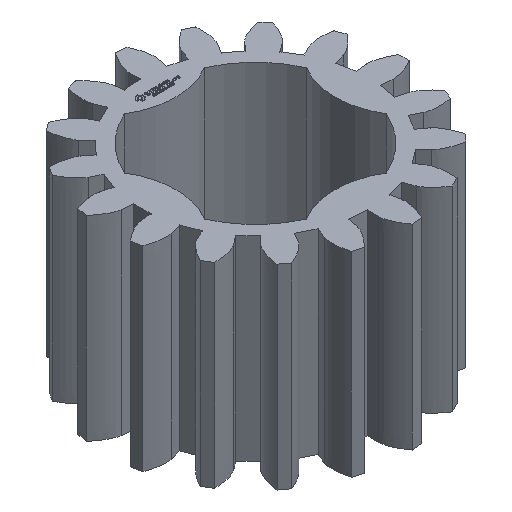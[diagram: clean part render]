
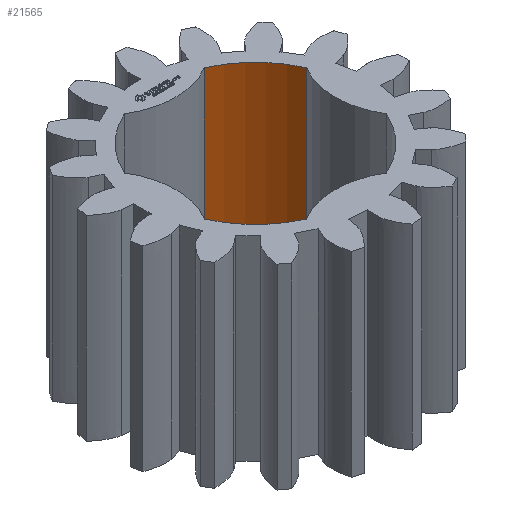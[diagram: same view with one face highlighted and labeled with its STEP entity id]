
A CAD part, isometric view. The second image highlights one B-rep face of the part: STEP entity #21565.
In plain terms, the highlighted cylindrical face has radius 6.35 mm (diameter 12.7 mm), a partial arc.
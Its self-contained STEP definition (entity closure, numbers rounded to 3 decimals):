
#93 = PLANE('',#94);
#94 = AXIS2_PLACEMENT_3D('',#95,#96,#97);
#95 = CARTESIAN_POINT('',(0.,0.,12.5)
  );
#96 = DIRECTION('',(0.,0.,1.));
#97 = DIRECTION('',(1.,0.,0.));
#168 = PLANE('',#169);
#169 = AXIS2_PLACEMENT_3D('',#170,#171,#172);
#170 = CARTESIAN_POINT('',(0.,0.,0.));
#171 = DIRECTION('',(0.,0.,1.));
#172 = DIRECTION('',(1.,0.,0.));
#5108 = VERTEX_POINT('',#5109);
#5109 = CARTESIAN_POINT('',(2.55,5.816,0.));
#5124 = CYLINDRICAL_SURFACE('',#5125,4.9);
#5125 = AXIS2_PLACEMENT_3D('',#5126,#5127,#5128);
#5126 = CARTESIAN_POINT('',(0.,10.,0.));
#5127 = DIRECTION('',(0.,-0.,-1.));
#5128 = DIRECTION('',(0.707,0.707,0.));
#5136 = EDGE_CURVE('',#5137,#5108,#5139,.T.);
#5137 = VERTEX_POINT('',#5138);
#5138 = CARTESIAN_POINT('',(5.816,2.55,0.));
#5139 = SURFACE_CURVE('',#5140,(#5145,#5152),.PCURVE_S1.);
#5140 = CIRCLE('',#5141,6.35);
#5141 = AXIS2_PLACEMENT_3D('',#5142,#5143,#5144);
#5142 = CARTESIAN_POINT('',(0.,0.,0.));
#5143 = DIRECTION('',(0.,-0.,1.));
#5144 = DIRECTION('',(0.707,0.707,0.));
#5145 = PCURVE('',#168,#5146);
#5146 = DEFINITIONAL_REPRESENTATION('',(#5147),#5151);
#5147 = CIRCLE('',#5148,6.35);
#5148 = AXIS2_PLACEMENT_2D('',#5149,#5150);
#5149 = CARTESIAN_POINT('',(0.,0.));
#5150 = DIRECTION('',(0.707,0.707));
#5151 = ( GEOMETRIC_REPRESENTATION_CONTEXT(2) 
PARAMETRIC_REPRESENTATION_CONTEXT() REPRESENTATION_CONTEXT('2D SPACE',''
  ) );
#5152 = PCURVE('',#5153,#5158);
#5153 = CYLINDRICAL_SURFACE('',#5154,6.35);
#5154 = AXIS2_PLACEMENT_3D('',#5155,#5156,#5157);
#5155 = CARTESIAN_POINT('',(0.,0.,0.));
#5156 = DIRECTION('',(0.,-0.,-1.));
#5157 = DIRECTION('',(0.707,0.707,0.));
#5158 = DEFINITIONAL_REPRESENTATION('',(#5159),#5163);
#5159 = LINE('',#5160,#5161);
#5160 = CARTESIAN_POINT('',(-0.,0.));
#5161 = VECTOR('',#5162,1.);
#5162 = DIRECTION('',(-1.,0.));
#5163 = ( GEOMETRIC_REPRESENTATION_CONTEXT(2) 
PARAMETRIC_REPRESENTATION_CONTEXT() REPRESENTATION_CONTEXT('2D SPACE',''
  ) );
#5182 = CYLINDRICAL_SURFACE('',#5183,4.9);
#5183 = AXIS2_PLACEMENT_3D('',#5184,#5185,#5186);
#5184 = CARTESIAN_POINT('',(10.,0.,0.));
#5185 = DIRECTION('',(0.,-0.,-1.));
#5186 = DIRECTION('',(0.707,0.707,0.));
#8706 = VERTEX_POINT('',#8707);
#8707 = CARTESIAN_POINT('',(2.55,5.816,12.5));
#8729 = EDGE_CURVE('',#8730,#8706,#8732,.T.);
#8730 = VERTEX_POINT('',#8731);
#8731 = CARTESIAN_POINT('',(5.816,2.55,12.5));
#8732 = SURFACE_CURVE('',#8733,(#8738,#8745),.PCURVE_S1.);
#8733 = CIRCLE('',#8734,6.35);
#8734 = AXIS2_PLACEMENT_3D('',#8735,#8736,#8737);
#8735 = CARTESIAN_POINT('',(0.,0.,12.5)
  );
#8736 = DIRECTION('',(0.,-0.,1.));
#8737 = DIRECTION('',(0.707,0.707,0.));
#8738 = PCURVE('',#93,#8739);
#8739 = DEFINITIONAL_REPRESENTATION('',(#8740),#8744);
#8740 = CIRCLE('',#8741,6.35);
#8741 = AXIS2_PLACEMENT_2D('',#8742,#8743);
#8742 = CARTESIAN_POINT('',(0.,0.));
#8743 = DIRECTION('',(0.707,0.707));
#8744 = ( GEOMETRIC_REPRESENTATION_CONTEXT(2) 
PARAMETRIC_REPRESENTATION_CONTEXT() REPRESENTATION_CONTEXT('2D SPACE',''
  ) );
#8745 = PCURVE('',#5153,#8746);
#8746 = DEFINITIONAL_REPRESENTATION('',(#8747),#8751);
#8747 = LINE('',#8748,#8749);
#8748 = CARTESIAN_POINT('',(-0.,-12.5));
#8749 = VECTOR('',#8750,1.);
#8750 = DIRECTION('',(-1.,0.));
#8751 = ( GEOMETRIC_REPRESENTATION_CONTEXT(2) 
PARAMETRIC_REPRESENTATION_CONTEXT() REPRESENTATION_CONTEXT('2D SPACE',''
  ) );
#21542 = EDGE_CURVE('',#5137,#8730,#21543,.T.);
#21543 = SURFACE_CURVE('',#21544,(#21548,#21555),.PCURVE_S1.);
#21544 = LINE('',#21545,#21546);
#21545 = CARTESIAN_POINT('',(5.816,2.55,0.));
#21546 = VECTOR('',#21547,1.);
#21547 = DIRECTION('',(0.,0.,1.));
#21548 = PCURVE('',#5182,#21549);
#21549 = DEFINITIONAL_REPRESENTATION('',(#21550),#21554);
#21550 = LINE('',#21551,#21552);
#21551 = CARTESIAN_POINT('',(-1.809,0.));
#21552 = VECTOR('',#21553,1.);
#21553 = DIRECTION('',(-0.,-1.));
#21554 = ( GEOMETRIC_REPRESENTATION_CONTEXT(2) 
PARAMETRIC_REPRESENTATION_CONTEXT() REPRESENTATION_CONTEXT('2D SPACE',''
  ) );
#21555 = PCURVE('',#5153,#21556);
#21556 = DEFINITIONAL_REPRESENTATION('',(#21557),#21561);
#21557 = LINE('',#21558,#21559);
#21558 = CARTESIAN_POINT('',(-5.911,0.));
#21559 = VECTOR('',#21560,1.);
#21560 = DIRECTION('',(-0.,-1.));
#21561 = ( GEOMETRIC_REPRESENTATION_CONTEXT(2) 
PARAMETRIC_REPRESENTATION_CONTEXT() REPRESENTATION_CONTEXT('2D SPACE',''
  ) );
#21565 = ADVANCED_FACE('',(#21566),#5153,.F.);
#21566 = FACE_BOUND('',#21567,.T.);
#21567 = EDGE_LOOP('',(#21568,#21569,#21570,#21591));
#21568 = ORIENTED_EDGE('',*,*,#21542,.T.);
#21569 = ORIENTED_EDGE('',*,*,#8729,.T.);
#21570 = ORIENTED_EDGE('',*,*,#21571,.F.);
#21571 = EDGE_CURVE('',#5108,#8706,#21572,.T.);
#21572 = SURFACE_CURVE('',#21573,(#21577,#21584),.PCURVE_S1.);
#21573 = LINE('',#21574,#21575);
#21574 = CARTESIAN_POINT('',(2.55,5.816,0.));
#21575 = VECTOR('',#21576,1.);
#21576 = DIRECTION('',(0.,0.,1.));
#21577 = PCURVE('',#5153,#21578);
#21578 = DEFINITIONAL_REPRESENTATION('',(#21579),#21583);
#21579 = LINE('',#21580,#21581);
#21580 = CARTESIAN_POINT('',(-6.655,0.));
#21581 = VECTOR('',#21582,1.);
#21582 = DIRECTION('',(-0.,-1.));
#21583 = ( GEOMETRIC_REPRESENTATION_CONTEXT(2) 
PARAMETRIC_REPRESENTATION_CONTEXT() REPRESENTATION_CONTEXT('2D SPACE',''
  ) );
#21584 = PCURVE('',#5124,#21585);
#21585 = DEFINITIONAL_REPRESENTATION('',(#21586),#21590);
#21586 = LINE('',#21587,#21588);
#21587 = CARTESIAN_POINT('',(-4.474,0.));
#21588 = VECTOR('',#21589,1.);
#21589 = DIRECTION('',(-0.,-1.));
#21590 = ( GEOMETRIC_REPRESENTATION_CONTEXT(2) 
PARAMETRIC_REPRESENTATION_CONTEXT() REPRESENTATION_CONTEXT('2D SPACE',''
  ) );
#21591 = ORIENTED_EDGE('',*,*,#5136,.F.);
